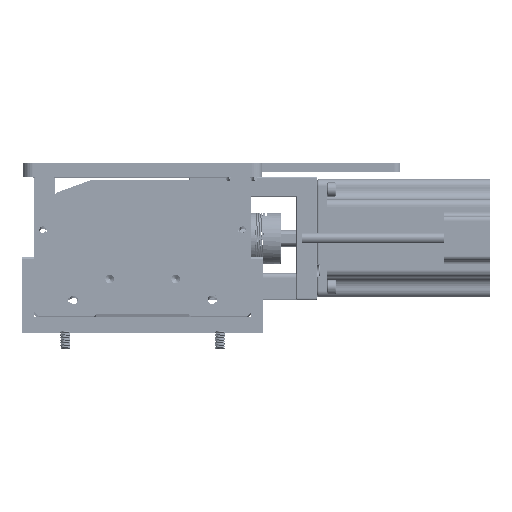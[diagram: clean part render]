
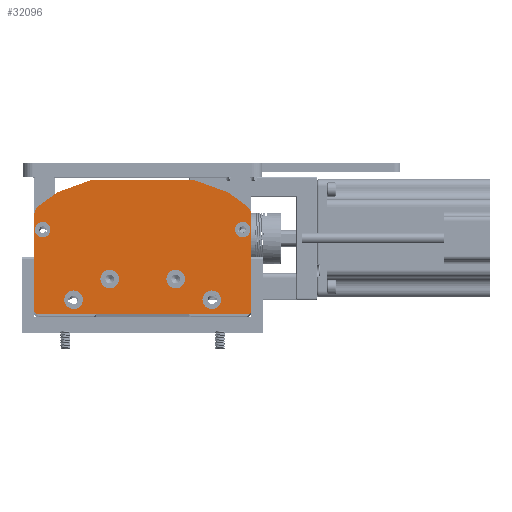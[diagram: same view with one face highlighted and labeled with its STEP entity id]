
A CAD part, top view. The second image highlights one B-rep face of the part: STEP entity #32096.
In plain terms, the highlighted face is planar.
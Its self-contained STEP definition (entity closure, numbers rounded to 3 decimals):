
#882=FACE_BOUND('',#5115,.T.);
#883=FACE_BOUND('',#5116,.T.);
#884=FACE_BOUND('',#5117,.T.);
#885=FACE_BOUND('',#5118,.T.);
#886=FACE_BOUND('',#5119,.T.);
#887=FACE_BOUND('',#5120,.T.);
#1940=PLANE('',#34745);
#3140=FACE_OUTER_BOUND('',#5114,.T.);
#5114=EDGE_LOOP('',(#25346,#25347,#25348,#25349,#25350,#25351,#25352,#25353,
#25354,#25355,#25356,#25357));
#5115=EDGE_LOOP('',(#25358));
#5116=EDGE_LOOP('',(#25359));
#5117=EDGE_LOOP('',(#25360));
#5118=EDGE_LOOP('',(#25361));
#5119=EDGE_LOOP('',(#25362));
#5120=EDGE_LOOP('',(#25363));
#7797=LINE('',#50245,#10568);
#7800=LINE('',#50251,#10571);
#7803=LINE('',#50257,#10574);
#7804=LINE('',#50261,#10575);
#7808=LINE('',#50268,#10579);
#7811=LINE('',#50274,#10582);
#7813=LINE('',#50279,#10584);
#7814=LINE('',#50281,#10585);
#7815=LINE('',#50283,#10586);
#7816=LINE('',#50284,#10587);
#10568=VECTOR('',#40811,1000.);
#10571=VECTOR('',#40816,1000.);
#10574=VECTOR('',#40821,1000.);
#10575=VECTOR('',#40824,1000.);
#10579=VECTOR('',#40830,1000.);
#10582=VECTOR('',#40835,1000.);
#10584=VECTOR('',#40841,1000.);
#10585=VECTOR('',#40842,1000.);
#10586=VECTOR('',#40845,1000.);
#10587=VECTOR('',#40846,1000.);
#12484=CIRCLE('',#34702,3.75);
#12488=CIRCLE('',#34708,3.75);
#12492=CIRCLE('',#34714,4.5);
#12496=CIRCLE('',#34720,4.5);
#12500=CIRCLE('',#34726,4.5);
#12504=CIRCLE('',#34732,4.5);
#12509=CIRCLE('',#34746,5.);
#12510=CIRCLE('',#34747,5.);
#14577=VERTEX_POINT('',#50147);
#14581=VERTEX_POINT('',#50159);
#14585=VERTEX_POINT('',#50171);
#14589=VERTEX_POINT('',#50183);
#14593=VERTEX_POINT('',#50195);
#14597=VERTEX_POINT('',#50207);
#14610=VERTEX_POINT('',#50238);
#14613=VERTEX_POINT('',#50243);
#14615=VERTEX_POINT('',#50249);
#14617=VERTEX_POINT('',#50255);
#14618=VERTEX_POINT('',#50259);
#14619=VERTEX_POINT('',#50260);
#14620=VERTEX_POINT('',#50265);
#14621=VERTEX_POINT('',#50267);
#14622=VERTEX_POINT('',#50271);
#14623=VERTEX_POINT('',#50273);
#14624=VERTEX_POINT('',#50277);
#14625=VERTEX_POINT('',#50280);
#18407=EDGE_CURVE('',#14577,#14577,#12484,.T.);
#18413=EDGE_CURVE('',#14581,#14581,#12488,.T.);
#18419=EDGE_CURVE('',#14585,#14585,#12492,.T.);
#18425=EDGE_CURVE('',#14589,#14589,#12496,.T.);
#18431=EDGE_CURVE('',#14593,#14593,#12500,.T.);
#18437=EDGE_CURVE('',#14597,#14597,#12504,.T.);
#18454=EDGE_CURVE('',#14610,#14613,#7797,.T.);
#18457=EDGE_CURVE('',#14613,#14615,#7800,.T.);
#18460=EDGE_CURVE('',#14615,#14617,#7803,.T.);
#18461=EDGE_CURVE('',#14618,#14619,#7804,.T.);
#18465=EDGE_CURVE('',#14621,#14620,#7808,.T.);
#18468=EDGE_CURVE('',#14623,#14622,#7811,.T.);
#18470=EDGE_CURVE('',#14622,#14624,#12509,.T.);
#18471=EDGE_CURVE('',#14610,#14624,#7813,.T.);
#18472=EDGE_CURVE('',#14625,#14617,#7814,.T.);
#18473=EDGE_CURVE('',#14625,#14618,#12510,.T.);
#18474=EDGE_CURVE('',#14619,#14621,#7815,.T.);
#18475=EDGE_CURVE('',#14620,#14623,#7816,.T.);
#25346=ORIENTED_EDGE('',*,*,#18468,.T.);
#25347=ORIENTED_EDGE('',*,*,#18470,.T.);
#25348=ORIENTED_EDGE('',*,*,#18471,.F.);
#25349=ORIENTED_EDGE('',*,*,#18454,.T.);
#25350=ORIENTED_EDGE('',*,*,#18457,.T.);
#25351=ORIENTED_EDGE('',*,*,#18460,.T.);
#25352=ORIENTED_EDGE('',*,*,#18472,.F.);
#25353=ORIENTED_EDGE('',*,*,#18473,.T.);
#25354=ORIENTED_EDGE('',*,*,#18461,.T.);
#25355=ORIENTED_EDGE('',*,*,#18474,.T.);
#25356=ORIENTED_EDGE('',*,*,#18465,.T.);
#25357=ORIENTED_EDGE('',*,*,#18475,.T.);
#25358=ORIENTED_EDGE('',*,*,#18407,.F.);
#25359=ORIENTED_EDGE('',*,*,#18413,.F.);
#25360=ORIENTED_EDGE('',*,*,#18419,.F.);
#25361=ORIENTED_EDGE('',*,*,#18425,.F.);
#25362=ORIENTED_EDGE('',*,*,#18431,.F.);
#25363=ORIENTED_EDGE('',*,*,#18437,.F.);
#32096=ADVANCED_FACE('',(#3140,#882,#883,#884,#885,#886,#887),#1940,.F.);
#34702=AXIS2_PLACEMENT_3D('',#50149,#40713,#40714);
#34708=AXIS2_PLACEMENT_3D('',#50161,#40727,#40728);
#34714=AXIS2_PLACEMENT_3D('',#50173,#40741,#40742);
#34720=AXIS2_PLACEMENT_3D('',#50185,#40755,#40756);
#34726=AXIS2_PLACEMENT_3D('',#50197,#40769,#40770);
#34732=AXIS2_PLACEMENT_3D('',#50209,#40783,#40784);
#34745=AXIS2_PLACEMENT_3D('',#50276,#40837,#40838);
#34746=AXIS2_PLACEMENT_3D('',#50278,#40839,#40840);
#34747=AXIS2_PLACEMENT_3D('',#50282,#40843,#40844);
#40713=DIRECTION('center_axis',(1.,0.,0.));
#40714=DIRECTION('ref_axis',(0.,0.,-1.));
#40727=DIRECTION('center_axis',(1.,0.,0.));
#40728=DIRECTION('ref_axis',(0.,0.,-1.));
#40741=DIRECTION('center_axis',(1.,0.,0.));
#40742=DIRECTION('ref_axis',(0.,0.,-1.));
#40755=DIRECTION('center_axis',(1.,0.,0.));
#40756=DIRECTION('ref_axis',(0.,0.,-1.));
#40769=DIRECTION('center_axis',(1.,0.,0.));
#40770=DIRECTION('ref_axis',(0.,0.,-1.));
#40783=DIRECTION('center_axis',(1.,0.,0.));
#40784=DIRECTION('ref_axis',(0.,0.,-1.));
#40811=DIRECTION('',(0.,0.342,0.94));
#40816=DIRECTION('',(0.,0.,1.));
#40821=DIRECTION('',(0.,-0.342,0.94));
#40824=DIRECTION('',(0.,-1.,0.));
#40830=DIRECTION('',(0.,0.,-1.));
#40835=DIRECTION('',(0.,1.,0.));
#40837=DIRECTION('center_axis',(-1.,0.,0.));
#40838=DIRECTION('ref_axis',(0.,0.,1.));
#40839=DIRECTION('center_axis',(1.,0.,0.));
#40840=DIRECTION('ref_axis',(0.,0.,1.));
#40841=DIRECTION('',(0.,-0.588,-0.809));
#40842=DIRECTION('',(0.,0.588,-0.809));
#40843=DIRECTION('center_axis',(1.,0.,0.));
#40844=DIRECTION('ref_axis',(0.,0.,1.));
#40845=DIRECTION('',(0.,-0.707,-0.707));
#40846=DIRECTION('',(0.,0.707,-0.707));
#50147=CARTESIAN_POINT('',(784.138,16.11,52.25));
#50149=CARTESIAN_POINT('Origin',(784.138,16.11,48.5));
#50159=CARTESIAN_POINT('',(784.138,16.11,-44.75));
#50161=CARTESIAN_POINT('Origin',(784.138,16.11,-48.5));
#50171=CARTESIAN_POINT('',(784.138,-17.89,38.));
#50173=CARTESIAN_POINT('Origin',(784.138,-17.89,33.5));
#50183=CARTESIAN_POINT('',(784.138,-17.89,-29.));
#50185=CARTESIAN_POINT('Origin',(784.138,-17.89,-33.5));
#50195=CARTESIAN_POINT('',(784.138,-7.89,20.5));
#50197=CARTESIAN_POINT('Origin',(784.138,-7.89,16.));
#50207=CARTESIAN_POINT('',(784.138,-7.89,-11.5));
#50209=CARTESIAN_POINT('Origin',(784.138,-7.89,-16.));
#50238=CARTESIAN_POINT('',(784.138,34.11,-41.5));
#50243=CARTESIAN_POINT('',(784.138,40.11,-25.));
#50245=CARTESIAN_POINT('',(784.138,40.11,-25.));
#50249=CARTESIAN_POINT('',(784.138,40.11,25.));
#50251=CARTESIAN_POINT('',(784.138,40.11,25.));
#50255=CARTESIAN_POINT('',(784.138,34.11,41.5));
#50257=CARTESIAN_POINT('',(784.138,40.11,25.));
#50259=CARTESIAN_POINT('',(784.138,23.564,52.5));
#50260=CARTESIAN_POINT('',(784.138,-23.89,52.5));
#50261=CARTESIAN_POINT('',(784.138,34.11,52.5));
#50265=CARTESIAN_POINT('',(784.138,-24.89,-51.5));
#50267=CARTESIAN_POINT('',(784.138,-24.89,51.5));
#50268=CARTESIAN_POINT('',(784.138,-24.89,52.5));
#50271=CARTESIAN_POINT('',(784.138,23.564,-52.5));
#50273=CARTESIAN_POINT('',(784.138,-23.89,-52.5));
#50274=CARTESIAN_POINT('',(784.138,34.11,-52.5));
#50276=CARTESIAN_POINT('Origin',(784.138,-24.89,0.));
#50277=CARTESIAN_POINT('',(784.138,27.608,-50.441));
#50278=CARTESIAN_POINT('Origin',(784.138,23.564,-47.5));
#50279=CARTESIAN_POINT('',(784.138,34.11,-41.5));
#50280=CARTESIAN_POINT('',(784.138,27.608,50.441));
#50281=CARTESIAN_POINT('',(784.138,34.11,41.5));
#50282=CARTESIAN_POINT('Origin',(784.138,23.564,47.5));
#50283=CARTESIAN_POINT('',(784.138,-24.89,51.5));
#50284=CARTESIAN_POINT('',(784.138,-23.89,-52.5));
